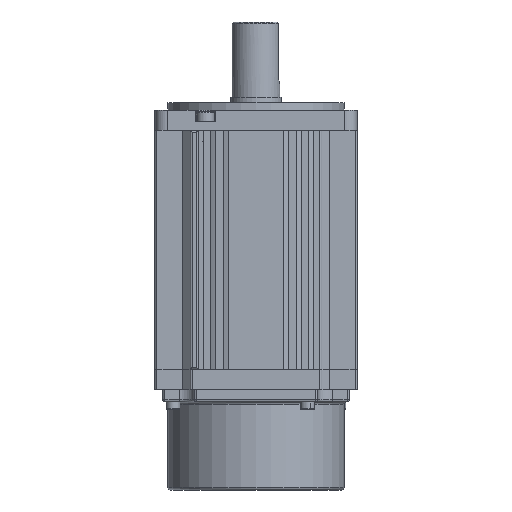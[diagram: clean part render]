
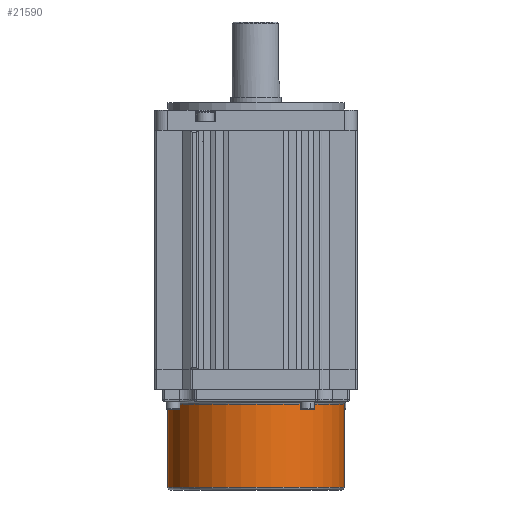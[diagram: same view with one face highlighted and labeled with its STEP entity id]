
A CAD part, front view. The second image highlights one B-rep face of the part: STEP entity #21590.
In plain terms, the highlighted cylindrical face has radius 35 mm (diameter 70 mm), a partial arc.
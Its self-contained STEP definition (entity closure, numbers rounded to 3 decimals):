
#235 = DIRECTION ( 'NONE',  ( 0., 0., 1. ) ) ;
#1306 = VERTEX_POINT ( 'NONE', #16090 ) ;
#1308 = ORIENTED_EDGE ( 'NONE', *, *, #1587, .T. ) ;
#1545 = VERTEX_POINT ( 'NONE', #20835 ) ;
#1587 = EDGE_CURVE ( 'NONE', #1545, #9544, #9459, .T. ) ;
#2028 = AXIS2_PLACEMENT_3D ( 'NONE', #11104, #21030, #19573 ) ;
#2898 = CYLINDRICAL_SURFACE ( 'NONE', #15948, 35. ) ;
#3353 = CIRCLE ( 'NONE', #6199, 35. ) ;
#3747 = CARTESIAN_POINT ( 'NONE',  ( -75.062, -240.979, -339.493 ) ) ;
#3924 = ORIENTED_EDGE ( 'NONE', *, *, #6079, .F. ) ;
#4640 = EDGE_CURVE ( 'NONE', #1306, #1545, #3353, .T. ) ;
#5123 = LINE ( 'NONE', #11930, #12015 ) ;
#6079 = EDGE_CURVE ( 'NONE', #1306, #9036, #5123, .T. ) ;
#6199 = AXIS2_PLACEMENT_3D ( 'NONE', #9264, #16062, #11054 ) ;
#9036 = VERTEX_POINT ( 'NONE', #3747 ) ;
#9264 = CARTESIAN_POINT ( 'NONE',  ( -40.062, -240.979, -372.493 ) ) ;
#9459 = LINE ( 'NONE', #14575, #11202 ) ;
#9544 = VERTEX_POINT ( 'NONE', #18311 ) ;
#10161 = DIRECTION ( 'NONE',  ( 1., 0., 0. ) ) ;
#11054 = DIRECTION ( 'NONE',  ( -1., 0., 0. ) ) ;
#11104 = CARTESIAN_POINT ( 'NONE',  ( -40.062, -240.979, -339.493 ) ) ;
#11202 = VECTOR ( 'NONE', #18044, 1000. ) ;
#11667 = CIRCLE ( 'NONE', #2028, 35. ) ;
#11930 = CARTESIAN_POINT ( 'NONE',  ( -75.062, -240.979, -373.493 ) ) ;
#12015 = VECTOR ( 'NONE', #235, 1000. ) ;
#12081 = ORIENTED_EDGE ( 'NONE', *, *, #4640, .T. ) ;
#13109 = EDGE_CURVE ( 'NONE', #9544, #9036, #11667, .T. ) ;
#13381 = CARTESIAN_POINT ( 'NONE',  ( -40.062, -240.979, -373.493 ) ) ;
#14550 = EDGE_LOOP ( 'NONE', ( #3924, #12081, #1308, #15738 ) ) ;
#14575 = CARTESIAN_POINT ( 'NONE',  ( -5.062, -240.979, -373.493 ) ) ;
#15738 = ORIENTED_EDGE ( 'NONE', *, *, #13109, .T. ) ;
#15948 = AXIS2_PLACEMENT_3D ( 'NONE', #13381, #16731, #10161 ) ;
#16062 = DIRECTION ( 'NONE',  ( 0., 0., 1. ) ) ;
#16090 = CARTESIAN_POINT ( 'NONE',  ( -75.062, -240.979, -372.493 ) ) ;
#16508 = FACE_OUTER_BOUND ( 'NONE', #14550, .T. ) ;
#16731 = DIRECTION ( 'NONE',  ( 0., 0., 1. ) ) ;
#18044 = DIRECTION ( 'NONE',  ( 0., 0., 1. ) ) ;
#18311 = CARTESIAN_POINT ( 'NONE',  ( -5.062, -240.979, -339.493 ) ) ;
#19573 = DIRECTION ( 'NONE',  ( -1., 0., 0. ) ) ;
#20835 = CARTESIAN_POINT ( 'NONE',  ( -5.062, -240.979, -372.493 ) ) ;
#21030 = DIRECTION ( 'NONE',  ( 0., 0., -1. ) ) ;
#21590 = ADVANCED_FACE ( 'NONE', ( #16508 ), #2898, .T. ) ;
